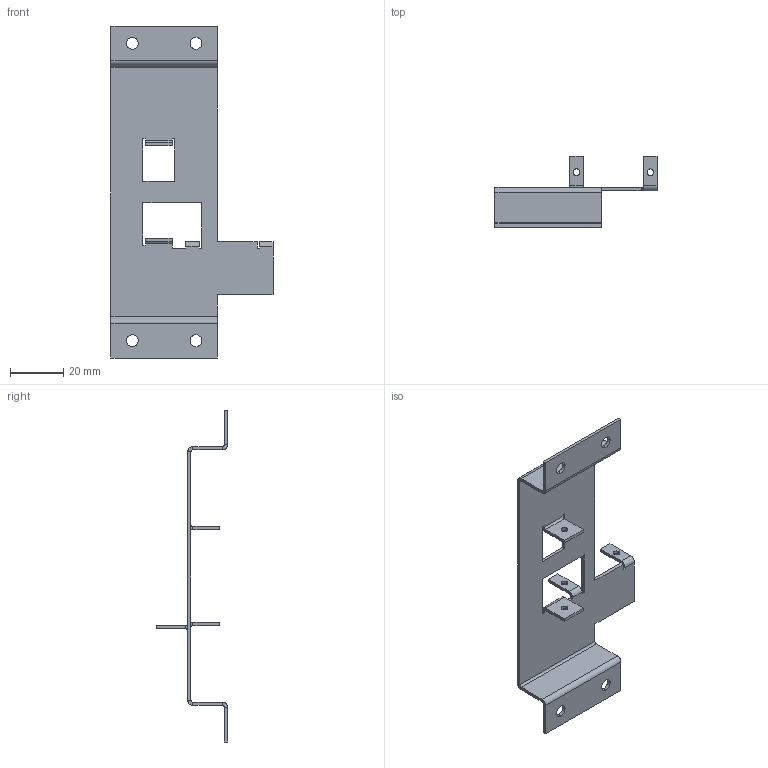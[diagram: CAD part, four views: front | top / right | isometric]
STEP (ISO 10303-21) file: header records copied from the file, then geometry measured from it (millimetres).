
FILE_DESCRIPTION (( 'STEP AP214' ), '1' );
FILE_NAME ('level-holder.STEP', '2016-11-25T03:10:12', ( '' ), ( '' ), 'SwSTEP 2.0', 'SolidWorks 2016', '' );
FILE_SCHEMA (( 'AUTOMOTIVE_DESIGN' ));
Length unit declared in the file: millimetre
Products named in the file (1): level-holder
Bounding box: 61 x 26.8 x 125 mm (x, y, z)
Volume: 7398 mm3; surface area: 13231.9 mm2
Topology: 1 solids, 1 shells, 126 faces, 308 edges, 184 vertices
Faces by surface type: plane 94, cylinder 32
Entity records: 3678 total; most frequent: DIRECTION 626, CARTESIAN_POINT 619, ORIENTED_EDGE 616, EDGE_CURVE 308, LINE 244, VECTOR 244, AXIS2_PLACEMENT_3D 191, VERTEX_POINT 184
